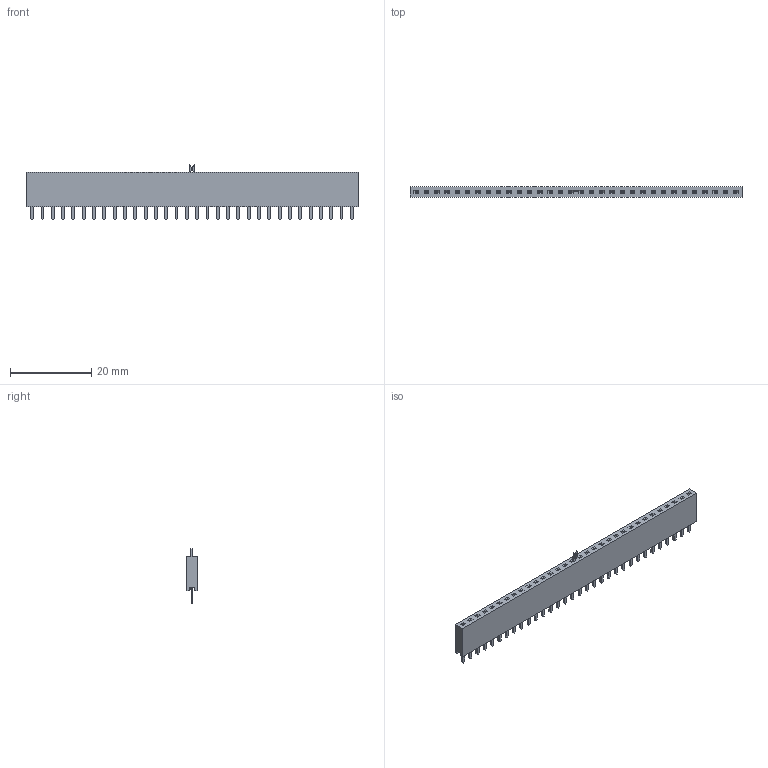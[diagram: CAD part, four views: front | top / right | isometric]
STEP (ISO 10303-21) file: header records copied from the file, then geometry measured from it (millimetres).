
FILE_DESCRIPTION( ( 'Unknown' ), '1' );
FILE_NAME( '61303211821.stp', 'Unknown', ( 'Unknown' ), ( 'Unknown' ), 'PSStep 14.0', 'Unknown', ' ' );
FILE_SCHEMA( ( 'AUTOMOTIVE_DESIGN { 1 0 10303 214 1 1 1 1 }' ) );
Length unit declared in the file: millimetre
Products named in the file (3): Assem1; 6130xx11821_PIN; 61303211821
Bounding box: 81.78 x 2.5 x 13.53 mm (x, y, z)
Surface area: 7227.1 mm2
Topology: 35 solids, 35 shells, 1613 faces, 4373 edges, 2830 vertices
Faces by surface type: plane 1481, cylinder 66, extrusion 66
Entity records: 16321 total; most frequent: CARTESIAN_POINT 2302, ORIENTED_EDGE 2234, DIRECTION 2021, EDGE_CURVE 1117, VECTOR 1111, LINE 1109, VERTEX_POINT 702, EDGE_LOOP 483
